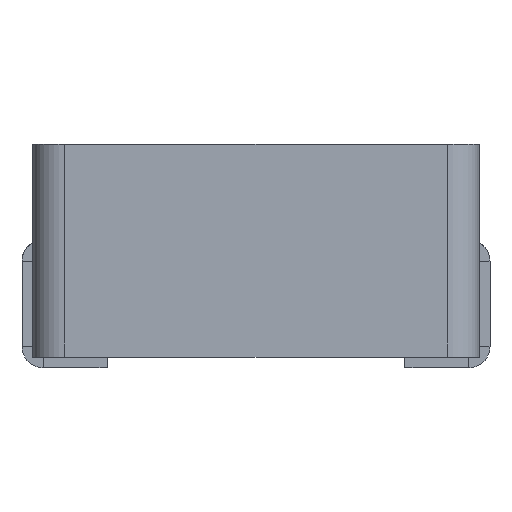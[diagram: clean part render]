
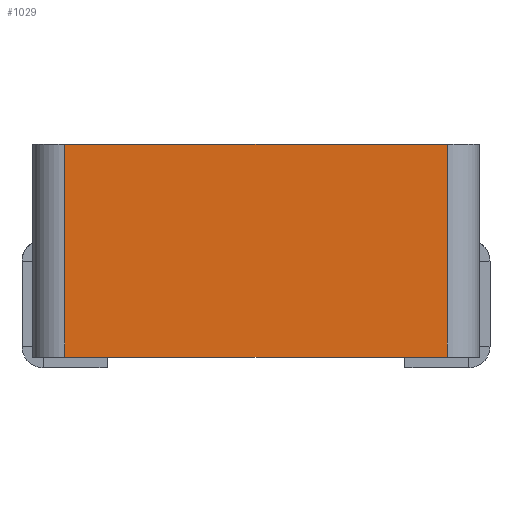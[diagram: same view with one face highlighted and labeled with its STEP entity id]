
A CAD part, front view. The second image highlights one B-rep face of the part: STEP entity #1029.
In plain terms, the highlighted planar face has unit normal (0, -1, 0).
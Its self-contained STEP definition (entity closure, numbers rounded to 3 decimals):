
#115 = CARTESIAN_POINT ( 'NONE',  ( -1.8, -2.1, 2.1 ) ) ;
#126 = LINE ( 'NONE', #2401, #858 ) ;
#204 = CARTESIAN_POINT ( 'NONE',  ( 1.8, -2.1, 0.1 ) ) ;
#215 = DIRECTION ( 'NONE',  ( 1., 0., 0. ) ) ;
#538 = DIRECTION ( 'NONE',  ( 0., 0., -1. ) ) ;
#730 = CARTESIAN_POINT ( 'NONE',  ( -2.1, -2.1, 2.1 ) ) ;
#858 = VECTOR ( 'NONE', #215, 1000. ) ;
#1029 = ADVANCED_FACE ( 'NONE', ( #3533 ), #5450, .F. ) ;
#1052 = VERTEX_POINT ( 'NONE', #4147 ) ;
#1234 = VECTOR ( 'NONE', #538, 1000. ) ;
#1236 = VECTOR ( 'NONE', #2173, 1000. ) ;
#1437 = ORIENTED_EDGE ( 'NONE', *, *, #3434, .T. ) ;
#1602 = ORIENTED_EDGE ( 'NONE', *, *, #2599, .T. ) ;
#1791 = VERTEX_POINT ( 'NONE', #4076 ) ;
#1880 = DIRECTION ( 'NONE',  ( 0., 1., 0. ) ) ;
#1996 = CARTESIAN_POINT ( 'NONE',  ( -2.1, -2.1, 2.1 ) ) ;
#2085 = EDGE_CURVE ( 'NONE', #1052, #3642, #126, .T. ) ;
#2173 = DIRECTION ( 'NONE',  ( 0., 0., 1. ) ) ;
#2380 = EDGE_CURVE ( 'NONE', #2637, #1791, #3309, .T. ) ;
#2401 = CARTESIAN_POINT ( 'NONE',  ( -2.1, -2.1, 0.1 ) ) ;
#2535 = AXIS2_PLACEMENT_3D ( 'NONE', #1996, #1880, #5478 ) ;
#2599 = EDGE_CURVE ( 'NONE', #3642, #1791, #3891, .T. ) ;
#2637 = VERTEX_POINT ( 'NONE', #3817 ) ;
#2959 = CARTESIAN_POINT ( 'NONE',  ( 1.8, -2.1, 2.1 ) ) ;
#3241 = ORIENTED_EDGE ( 'NONE', *, *, #2380, .F. ) ;
#3309 = LINE ( 'NONE', #730, #4969 ) ;
#3434 = EDGE_CURVE ( 'NONE', #2637, #1052, #4796, .T. ) ;
#3465 = EDGE_LOOP ( 'NONE', ( #4817, #1602, #3241, #1437 ) ) ;
#3533 = FACE_OUTER_BOUND ( 'NONE', #3465, .T. ) ;
#3642 = VERTEX_POINT ( 'NONE', #204 ) ;
#3817 = CARTESIAN_POINT ( 'NONE',  ( -1.8, -2.1, 2.1 ) ) ;
#3891 = LINE ( 'NONE', #2959, #1236 ) ;
#4076 = CARTESIAN_POINT ( 'NONE',  ( 1.8, -2.1, 2.1 ) ) ;
#4147 = CARTESIAN_POINT ( 'NONE',  ( -1.8, -2.1, 0.1 ) ) ;
#4796 = LINE ( 'NONE', #115, #1234 ) ;
#4817 = ORIENTED_EDGE ( 'NONE', *, *, #2085, .T. ) ;
#4969 = VECTOR ( 'NONE', #5086, 1000. ) ;
#5086 = DIRECTION ( 'NONE',  ( 1., 0., 0. ) ) ;
#5450 = PLANE ( 'NONE',  #2535 ) ;
#5478 = DIRECTION ( 'NONE',  ( 1., 0., 0. ) ) ;
